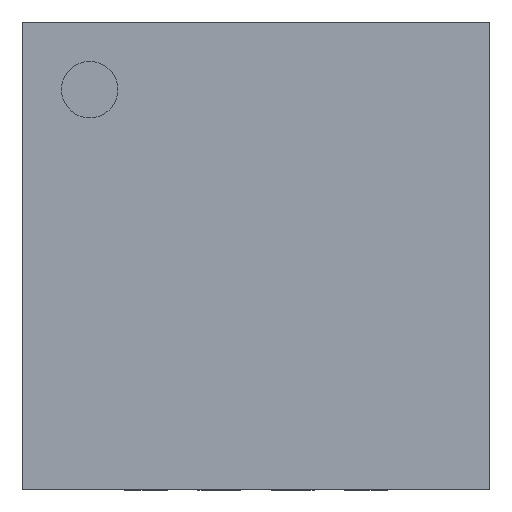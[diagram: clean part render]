
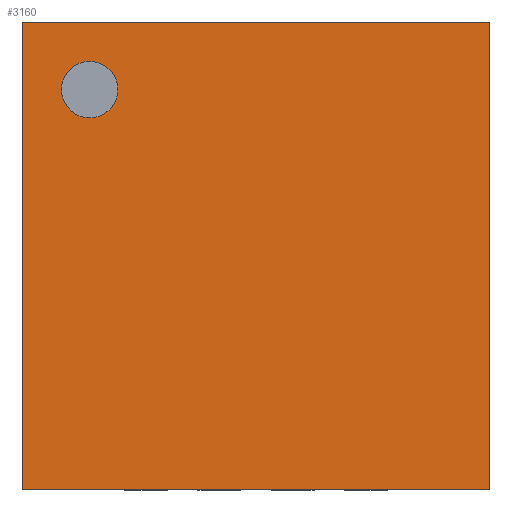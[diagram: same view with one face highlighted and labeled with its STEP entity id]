
A CAD part, top view. The second image highlights one B-rep face of the part: STEP entity #3160.
In plain terms, the highlighted planar face has unit normal (0, 0, 1).
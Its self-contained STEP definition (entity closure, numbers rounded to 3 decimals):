
#1000=CARTESIAN_POINT('',(-1.225,1.475,1.));
#1001=VERTEX_POINT('',#1000);
#1017=CARTESIAN_POINT('',(-1.725,1.475,1.));
#1018=VERTEX_POINT('',#1017);
#1025=CARTESIAN_POINT('',(-1.475,1.475,1.));
#1026=DIRECTION('',(0.0,0.0,-1.0));
#1027=DIRECTION('',(1.0,0.0,0.0));
#1028=AXIS2_PLACEMENT_3D('',#1025,#1026,#1027);
#1029=CIRCLE('',#1028,0.25);
#1030=EDGE_CURVE('',#1001,#1018,#1029,.T.);
#1041=CARTESIAN_POINT('',(-1.475,1.475,1.));
#1042=DIRECTION('',(0.0,0.0,-1.0));
#1043=DIRECTION('',(1.0,0.0,0.0));
#1044=AXIS2_PLACEMENT_3D('',#1041,#1042,#1043);
#1045=CIRCLE('',#1044,0.25);
#1046=EDGE_CURVE('',#1018,#1001,#1045,.T.);
#2911=CARTESIAN_POINT('',(-2.075,2.075,1.));
#2912=VERTEX_POINT('',#2911);
#2919=CARTESIAN_POINT('',(2.075,2.075,1.));
#2920=VERTEX_POINT('',#2919);
#2921=CARTESIAN_POINT('',(-2.075,2.075,1.));
#2922=DIRECTION('',(1.0,0.0,0.0));
#2923=VECTOR('',#2922,4.15);
#2924=LINE('',#2921,#2923);
#2925=EDGE_CURVE('',#2912,#2920,#2924,.T.);
#2978=CARTESIAN_POINT('',(2.075,-2.075,1.));
#2979=VERTEX_POINT('',#2978);
#2986=CARTESIAN_POINT('',(-2.075,-2.075,1.));
#2987=VERTEX_POINT('',#2986);
#2988=CARTESIAN_POINT('',(2.075,-2.075,1.));
#2989=DIRECTION('',(-1.0,0.0,0.0));
#2990=VECTOR('',#2989,4.15);
#2991=LINE('',#2988,#2990);
#2992=EDGE_CURVE('',#2979,#2987,#2991,.T.);
#3053=CARTESIAN_POINT('',(-2.075,-2.075,1.));
#3054=DIRECTION('',(0.0,1.0,0.0));
#3055=VECTOR('',#3054,4.15);
#3056=LINE('',#3053,#3055);
#3057=EDGE_CURVE('',#2987,#2912,#3056,.T.);
#3120=CARTESIAN_POINT('',(2.075,2.075,1.));
#3121=DIRECTION('',(0.0,-1.0,0.0));
#3122=VECTOR('',#3121,4.15);
#3123=LINE('',#3120,#3122);
#3124=EDGE_CURVE('',#2920,#2979,#3123,.T.);
#3145=CARTESIAN_POINT('',(0.0,0.0,1.));
#3146=DIRECTION('',(0.0,0.0,1.0));
#3147=DIRECTION('',(1.0,0.0,0.0));
#3148=AXIS2_PLACEMENT_3D('',#3145,#3146,#3147);
#3149=PLANE('',#3148);
#3150=ORIENTED_EDGE('',*,*,#3057,.F.);
#3151=ORIENTED_EDGE('',*,*,#2992,.F.);
#3152=ORIENTED_EDGE('',*,*,#3124,.F.);
#3153=ORIENTED_EDGE('',*,*,#2925,.F.);
#3154=EDGE_LOOP('',(#3150,#3151,#3152,#3153));
#3155=FACE_OUTER_BOUND('',#3154,.T.);
#3156=ORIENTED_EDGE('',*,*,#1030,.T.);
#3157=ORIENTED_EDGE('',*,*,#1046,.T.);
#3158=EDGE_LOOP('',(#3156,#3157));
#3159=FACE_BOUND('',#3158,.T.);
#3160=ADVANCED_FACE('',(#3155,#3159),#3149,.T.);
